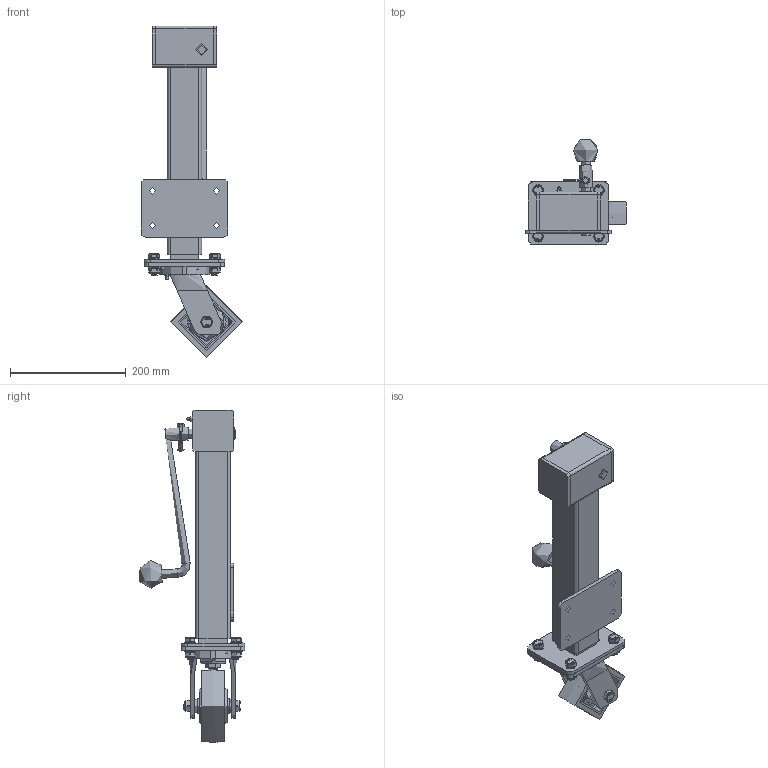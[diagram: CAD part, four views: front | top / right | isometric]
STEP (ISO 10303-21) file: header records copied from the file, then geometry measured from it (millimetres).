
FILE_DESCRIPTION(/* description */ (''),/* implementation_level */ '2;1');
FILE_NAME(/* name */ 'JAZHS125NPBJRH.step',/* time_stamp */ '2024-06-12T16:56:53+01:00',/* author */ (''),/* organization */ (''),/* preprocessor_version */ 'ST-DEVELOPER v20',/* originating_system */ 'Autodesk Translation Framework v13.14.0.145',/* authorisation */ '');
FILE_SCHEMA (('AUTOMOTIVE_DESIGN { 1 0 10303 214 3 1 1 }'));
Products named in the file (91): JAZHS125NPBJRH; JAZXHRH v1; JAZXHRH; BASE; BODY; RUBBER; PLATE; GOLD TUBE; HANDLE LOCATOR; PIN; PIN2; LOCK; GREASE NIPPLE; HAND GRIP; HANDLE; BZMJ125AS v1; FABRICATED STEEL TOP PLATE; FABRICATED STEEL TOP PLATE Geometry; NUT; BOLT; FABRICATED STEEL FORKS; FABRICATED STEEL FORKS Geometry; GREESE NIPPLE; BEARING SEAL; BZH125WNPBJM20 v1; POLYURETHANE TYRE; NYLON RIM; NYLON RIM Geometry; BEARING SPACER; BEARING6004; BALL BEARINGS; BEARING6004 (1); BALL BEARINGS (1); Component1; METAL; MIDDLE; RUBBER (1); TH20X4X12 v1; ZINC PLATED HEADED SPACER; TH20X4X12 v1 (1) ...
Assembly tree (110 placements, depth 5):
  JAZHS125NPBJRH
    JAZXHRH v1
      JAZXHRH
        BASE
        BODY
        RUBBER
        PLATE
        GOLD TUBE
        HANDLE LOCATOR
        PIN
          PIN2
          LOCK
        GREASE NIPPLE
        HAND GRIP
        HANDLE
    BZMJ125AS v1
      FABRICATED STEEL TOP PLATE
        FABRICATED STEEL TOP PLATE Geometry
        NUT
        BOLT
      FABRICATED STEEL FORKS
        FABRICATED STEEL FORKS Geometry
        GREESE NIPPLE
      BEARING SEAL
    BZH125WNPBJM20 v1
      POLYURETHANE TYRE
      NYLON RIM
        NYLON RIM Geometry
        BEARING SPACER
      BEARING6004
        METAL
        MIDDLE
        BALL BEARINGS
          Component1  x9
        RUBBER (1)
      BEARING6004 (1)
        BALL BEARINGS (1)
          Component1  x9
        METAL
        MIDDLE
        RUBBER (1)
    TH20X4X12 v1
      ZINC PLATED HEADED SPACER
    TH20X4X12 v1 (1)
      ZINC PLATED HEADED SPACER (1)
    WM12X25X5 v1
      ZINC PLATED WASHER
    WM12X25X5 v1 (1)
      ZINC PLATED WASHER (1)
    HEXBOLTM12X90Z8.8 v2
      GRADE 8.8 ZINC PLATED BOLT
    NYLOCM12Z v1
      NYLOC NUT
        NUT (1)
        RUBBER (2)
    WM10X21X2 v1
      ZINC PLATED WASHER (2)
    WM10X21X2 v1 (1)
      ZINC PLATED WASHER (3)
    WM10X21X2 v1 (6)
Bounding box: 176 x 183.28 x 574.83 mm (x, y, z)
Volume: 2206998.8 mm3; surface area: 629135.5 mm2
Topology: 76 solids, 76 shells, 2218 faces, 5467 edges, 3515 vertices
Faces by surface type: plane 846, cylinder 661, bspline 524, sphere 128, torus 44, cone 15
Full cylindrical faces by diameter (mm): 2 x10, 3 x1, 6.25 x3, 6.75 x1, 8 x19, 8.141 x24, 9.836 x16, 9.85 x48, 10 x12, 10.5 x8, 11 x4, 11.834 x16, 12 x12, 12.2 x2, 12.75 x2, 13 x2, 14 x2, 15 x3, 16 x12, 16.1 x1, 17.75 x1, 18.5 x1, 19.9 x2, 20 x11, 21 x3, 22 x1, 24 x3, 24.5 x2, 25 x10, 26 x4
Entity records: 81884 total; most frequent: CARTESIAN_POINT 39523, ORIENTED_EDGE 8656, DIRECTION 7675, EDGE_CURVE 4328, AXIS2_PLACEMENT_3D 2824, VERTEX_POINT 2767, EDGE_LOOP 2037, LINE 2027
